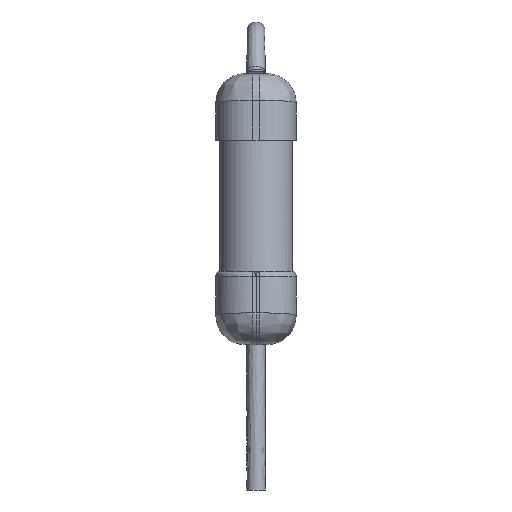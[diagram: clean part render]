
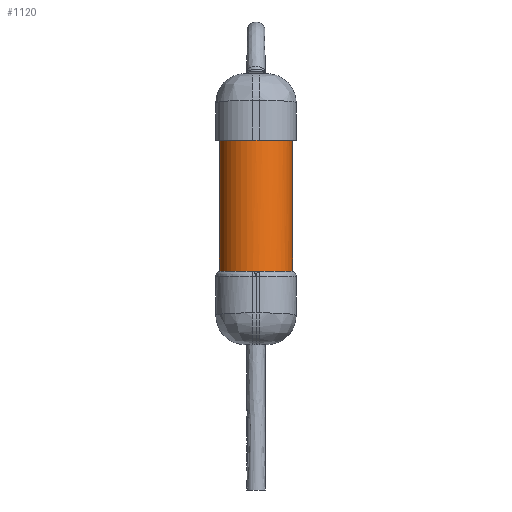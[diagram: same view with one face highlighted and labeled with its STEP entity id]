
A CAD part, left-side view. The second image highlights one B-rep face of the part: STEP entity #1120.
In plain terms, the highlighted cylindrical face has radius 1 mm (diameter 2 mm), a partial arc.
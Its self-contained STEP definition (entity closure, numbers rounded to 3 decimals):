
#22=CYLINDRICAL_SURFACE('',#1232,1.);
#56=ELLIPSE('',#1231,1.004,1.);
#57=ELLIPSE('',#1233,1.004,1.);
#58=ELLIPSE('',#1234,1.004,1.);
#187=FACE_OUTER_BOUND('',#260,.T.);
#260=EDGE_LOOP('',(#853,#854,#855,#856,#857));
#335=LINE('',#2151,#409);
#339=LINE('',#2165,#413);
#409=VECTOR('',#1426,10.);
#413=VECTOR('',#1440,10.);
#486=VERTEX_POINT('',#2114);
#496=VERTEX_POINT('',#2148);
#497=VERTEX_POINT('',#2150);
#501=VERTEX_POINT('',#2162);
#502=VERTEX_POINT('',#2164);
#620=EDGE_CURVE('',#497,#496,#335,.T.);
#627=EDGE_CURVE('',#502,#501,#339,.T.);
#631=EDGE_CURVE('',#496,#486,#56,.F.);
#632=EDGE_CURVE('',#501,#497,#57,.T.);
#633=EDGE_CURVE('',#502,#486,#58,.T.);
#853=ORIENTED_EDGE('',*,*,#632,.T.);
#854=ORIENTED_EDGE('',*,*,#620,.T.);
#855=ORIENTED_EDGE('',*,*,#631,.T.);
#856=ORIENTED_EDGE('',*,*,#633,.F.);
#857=ORIENTED_EDGE('',*,*,#627,.T.);
#1120=ADVANCED_FACE('',(#187),#22,.T.);
#1231=AXIS2_PLACEMENT_3D('',#2171,#1449,#1450);
#1232=AXIS2_PLACEMENT_3D('',#2172,#1451,#1452);
#1233=AXIS2_PLACEMENT_3D('',#2173,#1453,#1454);
#1234=AXIS2_PLACEMENT_3D('',#2174,#1455,#1456);
#1426=DIRECTION('',(0.087,0.,0.996));
#1440=DIRECTION('',(-0.087,0.,-0.996));
#1449=DIRECTION('center_axis',(0.,0.,1.));
#1450=DIRECTION('ref_axis',(-1.,0.,0.));
#1451=DIRECTION('center_axis',(-0.087,0.,-0.996));
#1452=DIRECTION('ref_axis',(-0.704,-0.707,0.062));
#1453=DIRECTION('center_axis',(0.,0.,1.));
#1454=DIRECTION('ref_axis',(-1.,0.,0.));
#1455=DIRECTION('center_axis',(0.,0.,1.));
#1456=DIRECTION('ref_axis',(-1.,0.,0.));
#2114=CARTESIAN_POINT('',(1.741,0.,9.575));
#2148=CARTESIAN_POINT('',(2.745,-1.,9.575));
#2150=CARTESIAN_POINT('',(2.431,-1.,5.995));
#2151=CARTESIAN_POINT('',(2.506,-1.,6.85));
#2162=CARTESIAN_POINT('',(2.431,1.,5.995));
#2164=CARTESIAN_POINT('',(2.745,1.,9.575));
#2165=CARTESIAN_POINT('',(2.506,1.,6.85));
#2171=CARTESIAN_POINT('Origin',(2.745,0.,9.575));
#2172=CARTESIAN_POINT('Origin',(2.506,0.,6.85));
#2173=CARTESIAN_POINT('Origin',(2.431,0.,5.995));
#2174=CARTESIAN_POINT('Origin',(2.745,0.,9.575));
